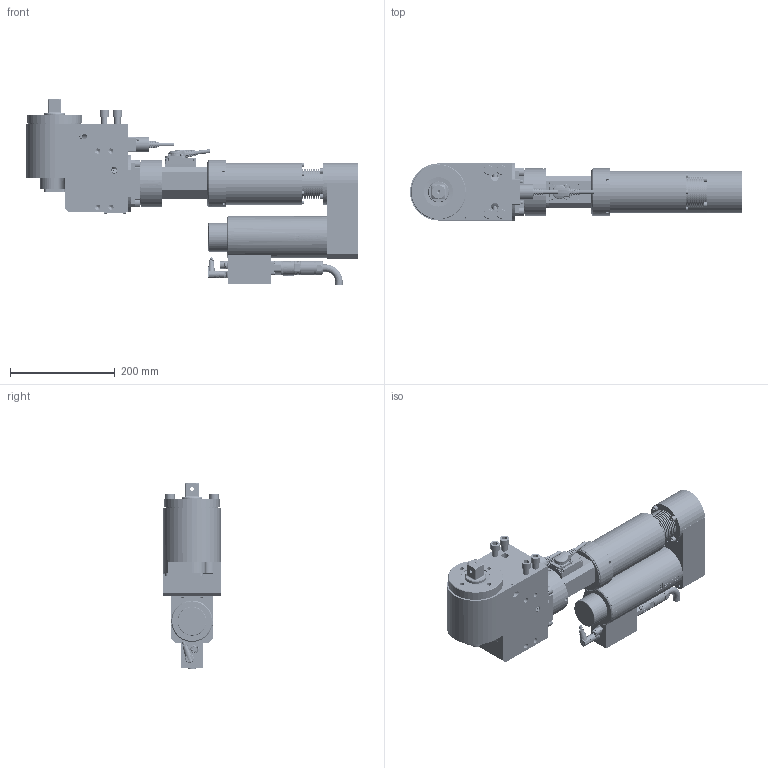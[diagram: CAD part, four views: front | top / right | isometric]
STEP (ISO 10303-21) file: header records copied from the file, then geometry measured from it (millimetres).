
FILE_DESCRIPTION(/* description */ (''),/* implementation_level */ '2;1');
FILE_NAME(/* name */ '4BDU500T2A-A_IAM_001.iam.step',/* time_stamp */ '2021-08-10T09:07:01+02:00',/* author */ ('cideon'),/* organization */ (''),/* preprocessor_version */ 'ST-DEVELOPER v17.2',/* originating_system */ 'Autodesk Inventor 2019',/* authorisation */ '');
FILE_SCHEMA (('AUTOMOTIVE_DESIGN { 1 0 10303 214 3 1 1 }'));
Length unit declared in the file: centimetre
Products named in the file (1): Bauteil24
Bounding box: 633.8 x 109 x 356.15 mm (x, y, z)
Volume: 5086256 mm3; surface area: 867566.8 mm2
Topology: 2 solids, 2 shells, 6737 faces, 19517 edges, 12882 vertices
Faces by surface type: plane 3876, cylinder 1658, cone 574, bspline 327, torus 285, sphere 17
Full cylindrical faces by diameter (mm): 0.434 x2, 0.6 x22, 0.9 x8, 1.4 x2, 1.6 x2, 1.7 x2, 1.83 x4, 2.05 x2, 2.1 x4, 2.5 x6, 2.8 x3, 3 x6, 3.2 x2, 3.3 x4, 3.4 x1, 3.5 x1, 4 x3, 4.02 x2, 4.2 x1, 4.5 x3, 5 x25, 5.1 x1, 5.2 x1, 5.5 x19, 5.6 x4, 5.9 x1, 6 x24, 6.3 x2, 6.6 x7, 6.7 x1
Entity records: 290824 total; most frequent: CARTESIAN_POINT 110650, ORIENTED_EDGE 38936, DIRECTION 35912, EDGE_CURVE 19468, AXIS2_PLACEMENT_3D 13327, VERTEX_POINT 12882, LINE 9258, VECTOR 9258
